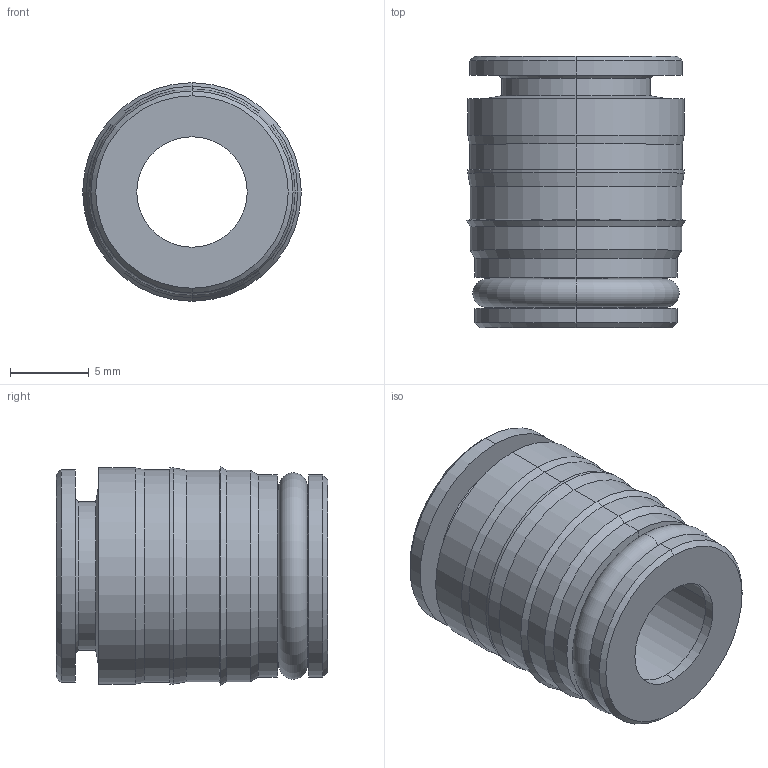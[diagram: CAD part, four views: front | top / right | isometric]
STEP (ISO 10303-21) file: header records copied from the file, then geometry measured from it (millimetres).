
FILE_DESCRIPTION (( 'STEP AP203' ), '1' );
FILE_NAME ('A0000040.STEP', '2011-05-03T13:42:25', ( '' ), ( 'sopra-pneumatic' ), 'SwSTEP 2.0', 'SolidWorks 2009', '' );
FILE_SCHEMA (( 'CONFIG_CONTROL_DESIGN' ));
Length unit declared in the file: millimetre
Products named in the file (1): A0000040
Bounding box: 13.85 x 17.2 x 13.85 mm (x, y, z)
Volume: 1389.9 mm3; surface area: 1646.3 mm2
Topology: 1 solids, 1 shells, 64 faces, 132 edges, 72 vertices
Faces by surface type: cone 28, cylinder 26, torus 6, plane 4
Entity records: 1751 total; most frequent: DIRECTION 340, CARTESIAN_POINT 269, ORIENTED_EDGE 264, AXIS2_PLACEMENT_3D 143, EDGE_CURVE 132, CIRCLE 78, VERTEX_POINT 72, EDGE_LOOP 68
